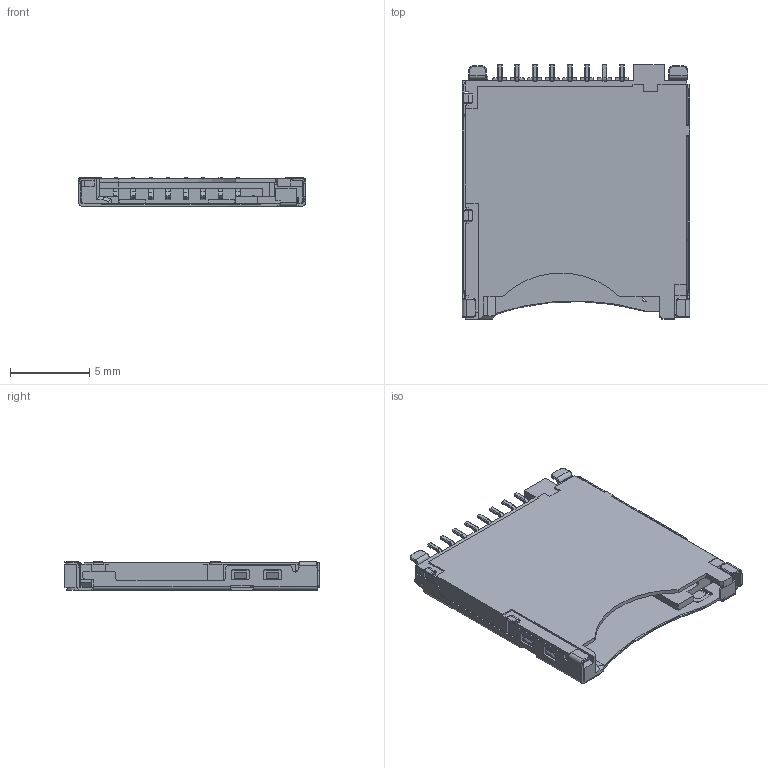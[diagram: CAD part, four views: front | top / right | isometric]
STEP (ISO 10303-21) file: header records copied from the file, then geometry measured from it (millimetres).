
FILE_DESCRIPTION((''),'2;1');
FILE_NAME('5027740891','2019-04-03T',('gga'),(''),'PRO/ENGINEER BY PARAMETRIC TECHNOLOGY CORPORATION, 2016010','PRO/ENGINEER BY PARAMETRIC TECHNOLOGY CORPORATION, 2016010','');
FILE_SCHEMA(('CONFIG_CONTROL_DESIGN'));
Length unit declared in the file: millimetre
Products named in the file (1): 5027740891
Bounding box: 14.3 x 16 x 1.8 mm (x, y, z)
Volume: 163.7 mm3; surface area: 894.4 mm2
Topology: 1 solids, 2 shells, 890 faces, 2584 edges, 1698 vertices
Faces by surface type: plane 617, cylinder 226, cone 45, extrusion 2
Entity records: 29232 total; most frequent: CARTESIAN_POINT 5356, ORIENTED_EDGE 5056, DIRECTION 4834, EDGE_CURVE 2528, VECTOR 2004, LINE 2002, VERTEX_POINT 1642, AXIS2_PLACEMENT_3D 1415
